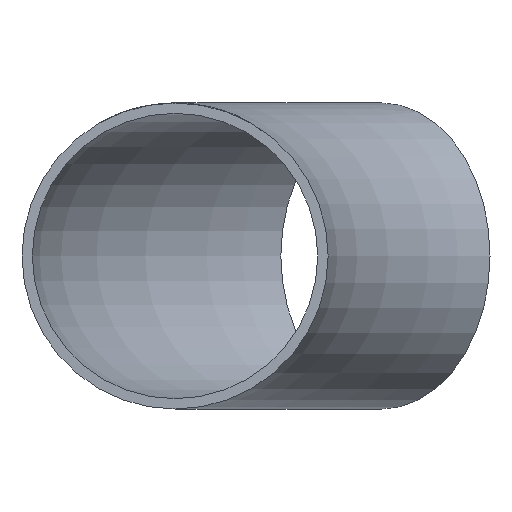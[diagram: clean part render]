
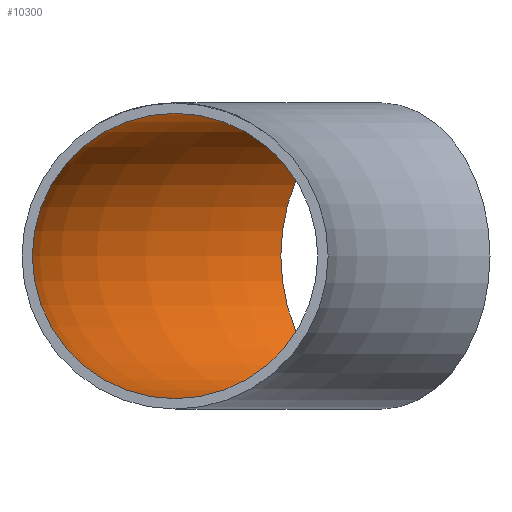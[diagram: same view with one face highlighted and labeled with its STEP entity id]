
A CAD part, front view. The second image highlights one B-rep face of the part: STEP entity #10300.
In plain terms, the highlighted toroidal (fillet/blend) face has major radius 205 mm and minor radius 41.45 mm.
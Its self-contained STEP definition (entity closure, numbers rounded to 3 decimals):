
#557 = VERTEX_POINT ( 'NONE', #23947 ) ;
#702 = EDGE_CURVE ( 'NONE', #557, #557, #11265, .T. ) ;
#3403 = AXIS2_PLACEMENT_3D ( 'NONE', #13362, #6670, #26504 ) ;
#3569 = ORIENTED_EDGE ( 'NONE', *, *, #23710, .T. ) ;
#4250 = CARTESIAN_POINT ( 'NONE',  ( -174.266, 174.266, 0. ) ) ;
#6670 = DIRECTION ( 'NONE',  ( 0.707, 0.707, 0. ) ) ;
#10300 = ADVANCED_FACE ( 'NONE', ( #14853, #21530 ), #26411, .F. ) ;
#10380 = EDGE_LOOP ( 'NONE', ( #17716 ) ) ;
#10673 = DIRECTION ( 'NONE',  ( 0., 1., 0. ) ) ;
#10702 = CARTESIAN_POINT ( 'NONE',  ( 0., 0., 0. ) ) ;
#11265 = CIRCLE ( 'NONE', #12623, 41.45 ) ;
#12623 = AXIS2_PLACEMENT_3D ( 'NONE', #28116, #10673, #26241 ) ;
#12702 = DIRECTION ( 'NONE',  ( 0., 0., -1. ) ) ;
#13087 = VERTEX_POINT ( 'NONE', #4250 ) ;
#13362 = CARTESIAN_POINT ( 'NONE',  ( -144.957, 144.957, 0. ) ) ;
#13674 = EDGE_LOOP ( 'NONE', ( #3569 ) ) ;
#14853 = FACE_OUTER_BOUND ( 'NONE', #13674, .T. ) ;
#17716 = ORIENTED_EDGE ( 'NONE', *, *, #702, .F. ) ;
#19407 = DIRECTION ( 'NONE',  ( -1., 0., 0. ) ) ;
#21530 = FACE_OUTER_BOUND ( 'NONE', #10380, .T. ) ;
#23205 = AXIS2_PLACEMENT_3D ( 'NONE', #10702, #12702, #19407 ) ;
#23710 = EDGE_CURVE ( 'NONE', #13087, #13087, #28036, .T. ) ;
#23947 = CARTESIAN_POINT ( 'NONE',  ( -205., 0., 41.45 ) ) ;
#26241 = DIRECTION ( 'NONE',  ( 0., 0., 1. ) ) ;
#26411 = TOROIDAL_SURFACE ( 'NONE', #23205, 205., 41.45 ) ;
#26504 = DIRECTION ( 'NONE',  ( -0.707, 0.707, 0. ) ) ;
#28036 = CIRCLE ( 'NONE', #3403, 41.45 ) ;
#28116 = CARTESIAN_POINT ( 'NONE',  ( -205., 0., 0. ) ) ;
